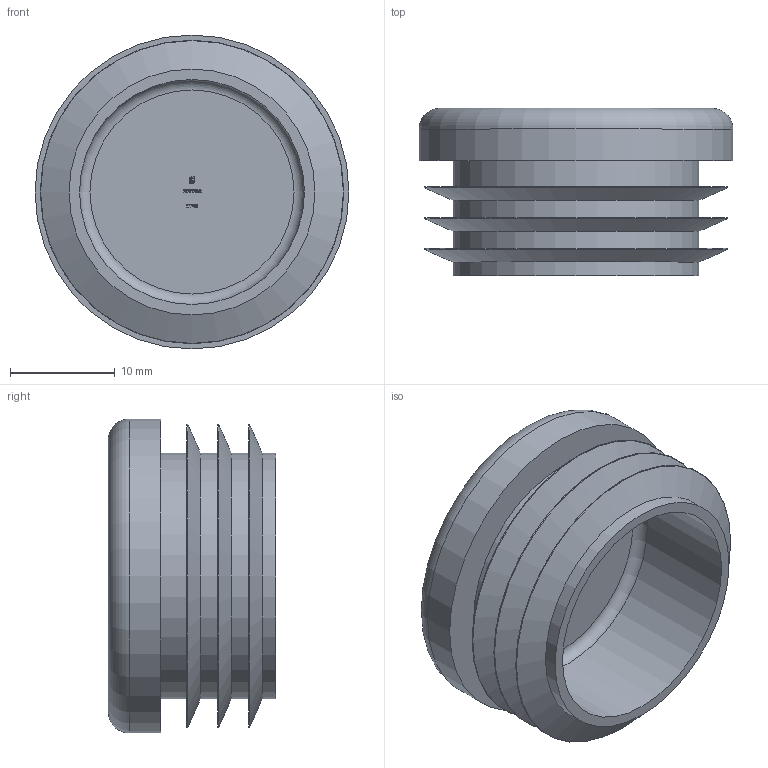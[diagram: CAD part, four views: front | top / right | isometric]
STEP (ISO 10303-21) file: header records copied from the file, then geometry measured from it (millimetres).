
FILE_DESCRIPTION (( 'STEP AP203' ), '1' );
FILE_NAME ('177-30.step', '2021-11-24T14:50:49', ( '' ), ( '' ), 'SwSTEP 2.0', 'SolidWorks 2018', '' );
FILE_SCHEMA (( 'CONFIG_CONTROL_DESIGN' ));
Length unit declared in the file: millimetre
Products named in the file (2): 177-30
Bounding box: 30 x 16 x 30 mm (x, y, z)
Volume: 4703.2 mm3; surface area: 4481.1 mm2
Topology: 1 solids, 1 shells, 230 faces, 610 edges, 406 vertices
Faces by surface type: plane 125, bspline 91, cylinder 6, torus 5, cone 3
Full cylindrical faces by diameter (mm): 21.5 x1, 23.5 x4, 30 x1
Entity records: 11211 total; most frequent: CARTESIAN_POINT 6041, ORIENTED_EDGE 1180, DIRECTION 710, EDGE_CURVE 590, VERTEX_POINT 400, VECTOR 388, LINE 388, EDGE_LOOP 268
